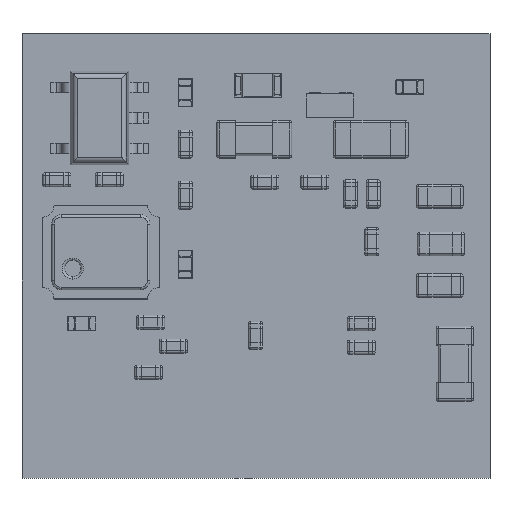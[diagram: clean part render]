
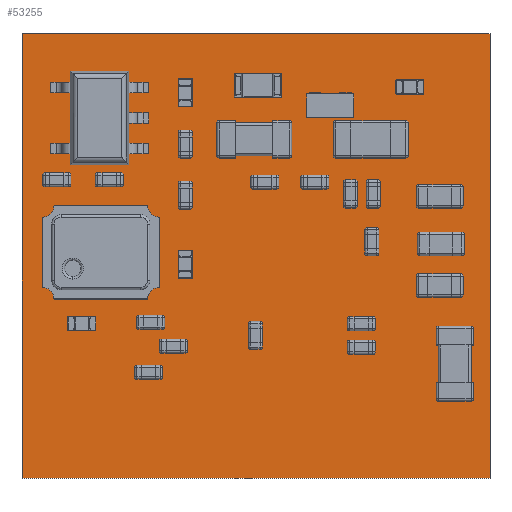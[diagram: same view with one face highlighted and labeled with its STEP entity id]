
A CAD part, top view. The second image highlights one B-rep face of the part: STEP entity #53255.
In plain terms, the highlighted planar face has unit normal (0, 0, 1).
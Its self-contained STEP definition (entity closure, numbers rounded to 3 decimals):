
#52633 = VERTEX_POINT('',#52634);
#52634 = CARTESIAN_POINT('',(-5.,4.75,0.8));
#52641 = PLANE('',#52642);
#52642 = AXIS2_PLACEMENT_3D('',#52643,#52644,#52645);
#52643 = CARTESIAN_POINT('',(-5.,4.75,0.));
#52644 = DIRECTION('',(0.,1.,0.));
#52645 = DIRECTION('',(1.,0.,0.));
#52653 = PLANE('',#52654);
#52654 = AXIS2_PLACEMENT_3D('',#52655,#52656,#52657);
#52655 = CARTESIAN_POINT('',(-5.,-4.75,0.));
#52656 = DIRECTION('',(-1.,0.,0.));
#52657 = DIRECTION('',(0.,1.,0.));
#52665 = EDGE_CURVE('',#52633,#52666,#52668,.T.);
#52666 = VERTEX_POINT('',#52667);
#52667 = CARTESIAN_POINT('',(-3.,4.75,0.8));
#52668 = SURFACE_CURVE('',#52669,(#52673,#52680),.PCURVE_S1.);
#52669 = LINE('',#52670,#52671);
#52670 = CARTESIAN_POINT('',(-5.,4.75,0.8));
#52671 = VECTOR('',#52672,1.);
#52672 = DIRECTION('',(1.,0.,0.));
#52673 = PCURVE('',#52641,#52674);
#52674 = DEFINITIONAL_REPRESENTATION('',(#52675),#52679);
#52675 = LINE('',#52676,#52677);
#52676 = CARTESIAN_POINT('',(0.,-0.8));
#52677 = VECTOR('',#52678,1.);
#52678 = DIRECTION('',(1.,0.));
#52679 = ( GEOMETRIC_REPRESENTATION_CONTEXT(2) 
PARAMETRIC_REPRESENTATION_CONTEXT() REPRESENTATION_CONTEXT('2D SPACE',''
  ) );
#52680 = PCURVE('',#52681,#52686);
#52681 = PLANE('',#52682);
#52682 = AXIS2_PLACEMENT_3D('',#52683,#52684,#52685);
#52683 = CARTESIAN_POINT('',(0.,0.,0.8));
#52684 = DIRECTION('',(0.,0.,-1.));
#52685 = DIRECTION('',(-1.,0.,0.));
#52686 = DEFINITIONAL_REPRESENTATION('',(#52687),#52691);
#52687 = LINE('',#52688,#52689);
#52688 = CARTESIAN_POINT('',(5.,4.75));
#52689 = VECTOR('',#52690,1.);
#52690 = DIRECTION('',(-1.,0.));
#52691 = ( GEOMETRIC_REPRESENTATION_CONTEXT(2) 
PARAMETRIC_REPRESENTATION_CONTEXT() REPRESENTATION_CONTEXT('2D SPACE',''
  ) );
#52709 = PLANE('',#52710);
#52710 = AXIS2_PLACEMENT_3D('',#52711,#52712,#52713);
#52711 = CARTESIAN_POINT('',(-3.,4.75,0.));
#52712 = DIRECTION('',(0.,1.,0.));
#52713 = DIRECTION('',(1.,0.,0.));
#52751 = EDGE_CURVE('',#52666,#52752,#52754,.T.);
#52752 = VERTEX_POINT('',#52753);
#52753 = CARTESIAN_POINT('',(3.,4.75,0.8));
#52754 = SURFACE_CURVE('',#52755,(#52759,#52766),.PCURVE_S1.);
#52755 = LINE('',#52756,#52757);
#52756 = CARTESIAN_POINT('',(-3.,4.75,0.8));
#52757 = VECTOR('',#52758,1.);
#52758 = DIRECTION('',(1.,0.,0.));
#52759 = PCURVE('',#52709,#52760);
#52760 = DEFINITIONAL_REPRESENTATION('',(#52761),#52765);
#52761 = LINE('',#52762,#52763);
#52762 = CARTESIAN_POINT('',(0.,-0.8));
#52763 = VECTOR('',#52764,1.);
#52764 = DIRECTION('',(1.,0.));
#52765 = ( GEOMETRIC_REPRESENTATION_CONTEXT(2) 
PARAMETRIC_REPRESENTATION_CONTEXT() REPRESENTATION_CONTEXT('2D SPACE',''
  ) );
#52766 = PCURVE('',#52681,#52767);
#52767 = DEFINITIONAL_REPRESENTATION('',(#52768),#52772);
#52768 = LINE('',#52769,#52770);
#52769 = CARTESIAN_POINT('',(3.,4.75));
#52770 = VECTOR('',#52771,1.);
#52771 = DIRECTION('',(-1.,0.));
#52772 = ( GEOMETRIC_REPRESENTATION_CONTEXT(2) 
PARAMETRIC_REPRESENTATION_CONTEXT() REPRESENTATION_CONTEXT('2D SPACE',''
  ) );
#52790 = PLANE('',#52791);
#52791 = AXIS2_PLACEMENT_3D('',#52792,#52793,#52794);
#52792 = CARTESIAN_POINT('',(3.,4.75,0.));
#52793 = DIRECTION('',(0.,1.,0.));
#52794 = DIRECTION('',(1.,0.,0.));
#52827 = EDGE_CURVE('',#52752,#52828,#52830,.T.);
#52828 = VERTEX_POINT('',#52829);
#52829 = CARTESIAN_POINT('',(5.,4.75,0.8));
#52830 = SURFACE_CURVE('',#52831,(#52835,#52842),.PCURVE_S1.);
#52831 = LINE('',#52832,#52833);
#52832 = CARTESIAN_POINT('',(3.,4.75,0.8));
#52833 = VECTOR('',#52834,1.);
#52834 = DIRECTION('',(1.,0.,0.));
#52835 = PCURVE('',#52790,#52836);
#52836 = DEFINITIONAL_REPRESENTATION('',(#52837),#52841);
#52837 = LINE('',#52838,#52839);
#52838 = CARTESIAN_POINT('',(0.,-0.8));
#52839 = VECTOR('',#52840,1.);
#52840 = DIRECTION('',(1.,0.));
#52841 = ( GEOMETRIC_REPRESENTATION_CONTEXT(2) 
PARAMETRIC_REPRESENTATION_CONTEXT() REPRESENTATION_CONTEXT('2D SPACE',''
  ) );
#52842 = PCURVE('',#52681,#52843);
#52843 = DEFINITIONAL_REPRESENTATION('',(#52844),#52848);
#52844 = LINE('',#52845,#52846);
#52845 = CARTESIAN_POINT('',(-3.,4.75));
#52846 = VECTOR('',#52847,1.);
#52847 = DIRECTION('',(-1.,0.));
#52848 = ( GEOMETRIC_REPRESENTATION_CONTEXT(2) 
PARAMETRIC_REPRESENTATION_CONTEXT() REPRESENTATION_CONTEXT('2D SPACE',''
  ) );
#52866 = PLANE('',#52867);
#52867 = AXIS2_PLACEMENT_3D('',#52868,#52869,#52870);
#52868 = CARTESIAN_POINT('',(5.,4.75,0.));
#52869 = DIRECTION('',(1.,0.,0.));
#52870 = DIRECTION('',(0.,-1.,0.));
#52903 = EDGE_CURVE('',#52828,#52904,#52906,.T.);
#52904 = VERTEX_POINT('',#52905);
#52905 = CARTESIAN_POINT('',(5.,3.75,0.8));
#52906 = SURFACE_CURVE('',#52907,(#52911,#52918),.PCURVE_S1.);
#52907 = LINE('',#52908,#52909);
#52908 = CARTESIAN_POINT('',(5.,4.75,0.8));
#52909 = VECTOR('',#52910,1.);
#52910 = DIRECTION('',(0.,-1.,0.));
#52911 = PCURVE('',#52866,#52912);
#52912 = DEFINITIONAL_REPRESENTATION('',(#52913),#52917);
#52913 = LINE('',#52914,#52915);
#52914 = CARTESIAN_POINT('',(0.,-0.8));
#52915 = VECTOR('',#52916,1.);
#52916 = DIRECTION('',(1.,0.));
#52917 = ( GEOMETRIC_REPRESENTATION_CONTEXT(2) 
PARAMETRIC_REPRESENTATION_CONTEXT() REPRESENTATION_CONTEXT('2D SPACE',''
  ) );
#52918 = PCURVE('',#52681,#52919);
#52919 = DEFINITIONAL_REPRESENTATION('',(#52920),#52924);
#52920 = LINE('',#52921,#52922);
#52921 = CARTESIAN_POINT('',(-5.,4.75));
#52922 = VECTOR('',#52923,1.);
#52923 = DIRECTION('',(0.,-1.));
#52924 = ( GEOMETRIC_REPRESENTATION_CONTEXT(2) 
PARAMETRIC_REPRESENTATION_CONTEXT() REPRESENTATION_CONTEXT('2D SPACE',''
  ) );
#52942 = PLANE('',#52943);
#52943 = AXIS2_PLACEMENT_3D('',#52944,#52945,#52946);
#52944 = CARTESIAN_POINT('',(5.,3.75,0.));
#52945 = DIRECTION('',(1.,0.,0.));
#52946 = DIRECTION('',(0.,-1.,0.));
#52979 = EDGE_CURVE('',#52904,#52980,#52982,.T.);
#52980 = VERTEX_POINT('',#52981);
#52981 = CARTESIAN_POINT('',(5.,-4.25,0.8));
#52982 = SURFACE_CURVE('',#52983,(#52987,#52994),.PCURVE_S1.);
#52983 = LINE('',#52984,#52985);
#52984 = CARTESIAN_POINT('',(5.,3.75,0.8));
#52985 = VECTOR('',#52986,1.);
#52986 = DIRECTION('',(0.,-1.,0.));
#52987 = PCURVE('',#52942,#52988);
#52988 = DEFINITIONAL_REPRESENTATION('',(#52989),#52993);
#52989 = LINE('',#52990,#52991);
#52990 = CARTESIAN_POINT('',(0.,-0.8));
#52991 = VECTOR('',#52992,1.);
#52992 = DIRECTION('',(1.,0.));
#52993 = ( GEOMETRIC_REPRESENTATION_CONTEXT(2) 
PARAMETRIC_REPRESENTATION_CONTEXT() REPRESENTATION_CONTEXT('2D SPACE',''
  ) );
#52994 = PCURVE('',#52681,#52995);
#52995 = DEFINITIONAL_REPRESENTATION('',(#52996),#53000);
#52996 = LINE('',#52997,#52998);
#52997 = CARTESIAN_POINT('',(-5.,3.75));
#52998 = VECTOR('',#52999,1.);
#52999 = DIRECTION('',(0.,-1.));
#53000 = ( GEOMETRIC_REPRESENTATION_CONTEXT(2) 
PARAMETRIC_REPRESENTATION_CONTEXT() REPRESENTATION_CONTEXT('2D SPACE',''
  ) );
#53018 = PLANE('',#53019);
#53019 = AXIS2_PLACEMENT_3D('',#53020,#53021,#53022);
#53020 = CARTESIAN_POINT('',(5.,-4.25,0.));
#53021 = DIRECTION('',(1.,0.,0.));
#53022 = DIRECTION('',(0.,-1.,0.));
#53055 = EDGE_CURVE('',#52980,#53056,#53058,.T.);
#53056 = VERTEX_POINT('',#53057);
#53057 = CARTESIAN_POINT('',(5.,-4.75,0.8));
#53058 = SURFACE_CURVE('',#53059,(#53063,#53070),.PCURVE_S1.);
#53059 = LINE('',#53060,#53061);
#53060 = CARTESIAN_POINT('',(5.,-4.25,0.8));
#53061 = VECTOR('',#53062,1.);
#53062 = DIRECTION('',(0.,-1.,0.));
#53063 = PCURVE('',#53018,#53064);
#53064 = DEFINITIONAL_REPRESENTATION('',(#53065),#53069);
#53065 = LINE('',#53066,#53067);
#53066 = CARTESIAN_POINT('',(0.,-0.8));
#53067 = VECTOR('',#53068,1.);
#53068 = DIRECTION('',(1.,0.));
#53069 = ( GEOMETRIC_REPRESENTATION_CONTEXT(2) 
PARAMETRIC_REPRESENTATION_CONTEXT() REPRESENTATION_CONTEXT('2D SPACE',''
  ) );
#53070 = PCURVE('',#52681,#53071);
#53071 = DEFINITIONAL_REPRESENTATION('',(#53072),#53076);
#53072 = LINE('',#53073,#53074);
#53073 = CARTESIAN_POINT('',(-5.,-4.25));
#53074 = VECTOR('',#53075,1.);
#53075 = DIRECTION('',(0.,-1.));
#53076 = ( GEOMETRIC_REPRESENTATION_CONTEXT(2) 
PARAMETRIC_REPRESENTATION_CONTEXT() REPRESENTATION_CONTEXT('2D SPACE',''
  ) );
#53094 = PLANE('',#53095);
#53095 = AXIS2_PLACEMENT_3D('',#53096,#53097,#53098);
#53096 = CARTESIAN_POINT('',(5.,-4.75,0.));
#53097 = DIRECTION('',(0.,-1.,0.));
#53098 = DIRECTION('',(-1.,0.,0.));
#53131 = EDGE_CURVE('',#53056,#53132,#53134,.T.);
#53132 = VERTEX_POINT('',#53133);
#53133 = CARTESIAN_POINT('',(-5.,-4.75,0.8));
#53134 = SURFACE_CURVE('',#53135,(#53139,#53146),.PCURVE_S1.);
#53135 = LINE('',#53136,#53137);
#53136 = CARTESIAN_POINT('',(5.,-4.75,0.8));
#53137 = VECTOR('',#53138,1.);
#53138 = DIRECTION('',(-1.,0.,0.));
#53139 = PCURVE('',#53094,#53140);
#53140 = DEFINITIONAL_REPRESENTATION('',(#53141),#53145);
#53141 = LINE('',#53142,#53143);
#53142 = CARTESIAN_POINT('',(0.,-0.8));
#53143 = VECTOR('',#53144,1.);
#53144 = DIRECTION('',(1.,0.));
#53145 = ( GEOMETRIC_REPRESENTATION_CONTEXT(2) 
PARAMETRIC_REPRESENTATION_CONTEXT() REPRESENTATION_CONTEXT('2D SPACE',''
  ) );
#53146 = PCURVE('',#52681,#53147);
#53147 = DEFINITIONAL_REPRESENTATION('',(#53148),#53152);
#53148 = LINE('',#53149,#53150);
#53149 = CARTESIAN_POINT('',(-5.,-4.75));
#53150 = VECTOR('',#53151,1.);
#53151 = DIRECTION('',(1.,0.));
#53152 = ( GEOMETRIC_REPRESENTATION_CONTEXT(2) 
PARAMETRIC_REPRESENTATION_CONTEXT() REPRESENTATION_CONTEXT('2D SPACE',''
  ) );
#53202 = EDGE_CURVE('',#53132,#52633,#53203,.T.);
#53203 = SURFACE_CURVE('',#53204,(#53208,#53215),.PCURVE_S1.);
#53204 = LINE('',#53205,#53206);
#53205 = CARTESIAN_POINT('',(-5.,-4.75,0.8));
#53206 = VECTOR('',#53207,1.);
#53207 = DIRECTION('',(0.,1.,0.));
#53208 = PCURVE('',#52653,#53209);
#53209 = DEFINITIONAL_REPRESENTATION('',(#53210),#53214);
#53210 = LINE('',#53211,#53212);
#53211 = CARTESIAN_POINT('',(0.,-0.8));
#53212 = VECTOR('',#53213,1.);
#53213 = DIRECTION('',(1.,0.));
#53214 = ( GEOMETRIC_REPRESENTATION_CONTEXT(2) 
PARAMETRIC_REPRESENTATION_CONTEXT() REPRESENTATION_CONTEXT('2D SPACE',''
  ) );
#53215 = PCURVE('',#52681,#53216);
#53216 = DEFINITIONAL_REPRESENTATION('',(#53217),#53221);
#53217 = LINE('',#53218,#53219);
#53218 = CARTESIAN_POINT('',(5.,-4.75));
#53219 = VECTOR('',#53220,1.);
#53220 = DIRECTION('',(0.,1.));
#53221 = ( GEOMETRIC_REPRESENTATION_CONTEXT(2) 
PARAMETRIC_REPRESENTATION_CONTEXT() REPRESENTATION_CONTEXT('2D SPACE',''
  ) );
#53255 = ADVANCED_FACE('',(#53256),#52681,.F.);
#53256 = FACE_BOUND('',#53257,.F.);
#53257 = EDGE_LOOP('',(#53258,#53259,#53260,#53261,#53262,#53263,#53264,
    #53265));
#53258 = ORIENTED_EDGE('',*,*,#52665,.T.);
#53259 = ORIENTED_EDGE('',*,*,#52751,.T.);
#53260 = ORIENTED_EDGE('',*,*,#52827,.T.);
#53261 = ORIENTED_EDGE('',*,*,#52903,.T.);
#53262 = ORIENTED_EDGE('',*,*,#52979,.T.);
#53263 = ORIENTED_EDGE('',*,*,#53055,.T.);
#53264 = ORIENTED_EDGE('',*,*,#53131,.T.);
#53265 = ORIENTED_EDGE('',*,*,#53202,.T.);
